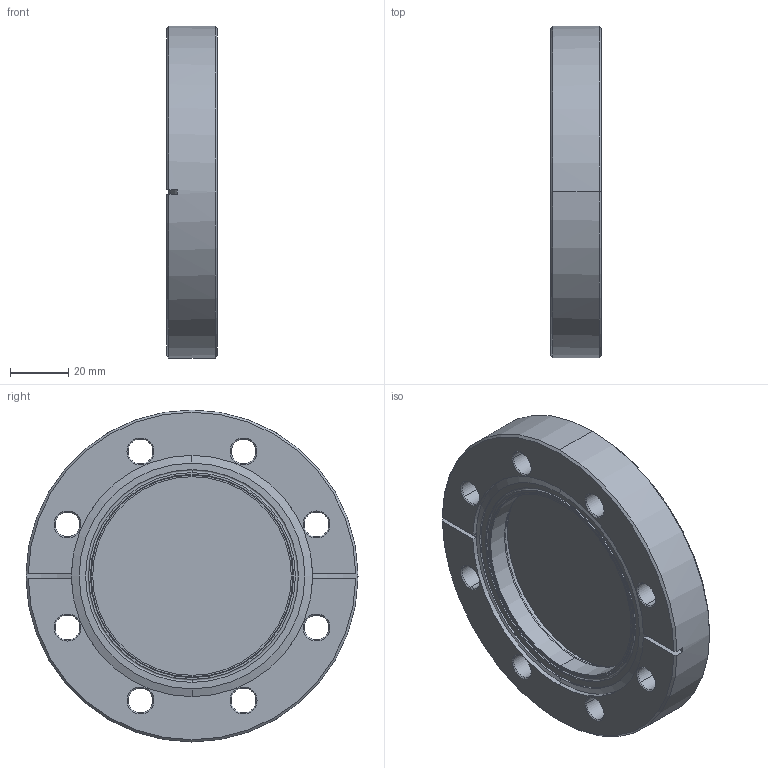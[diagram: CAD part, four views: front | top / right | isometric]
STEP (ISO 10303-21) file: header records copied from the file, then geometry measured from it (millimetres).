
FILE_DESCRIPTION (( 'STEP AP203' ), '1' );
FILE_NAME ('9722207.STEP', '2011-02-02T20:20:21', ( 'MIS' ), ( 'ISI INSULATORSEAL' ), 'SwSTEP 2.0', 'SolidWorks 2008', '' );
FILE_SCHEMA (( 'CONFIG_CONTROL_DESIGN' ));
Length unit declared in the file: inch
Products named in the file (5): 1004203A; 1004607A; 0194603B; 9722207; 0194302B
Assembly tree (4 placements, depth 3):
  9722207
    1004607A
      0194302B
      1004203A
    0194603B
Bounding box: 17.27 x 113.54 x 113.54 mm (x, y, z)
Volume: 120932.6 mm3; surface area: 43118.8 mm2
Topology: 3 solids, 3 shells, 114 faces, 254 edges, 151 vertices
Faces by surface type: cylinder 44, cone 43, plane 17, torus 10
Entity records: 3754 total; most frequent: DIRECTION 641, CARTESIAN_POINT 551, ORIENTED_EDGE 508, AXIS2_PLACEMENT_3D 273, EDGE_CURVE 254, VERTEX_POINT 151, CIRCLE 151, EDGE_LOOP 139
